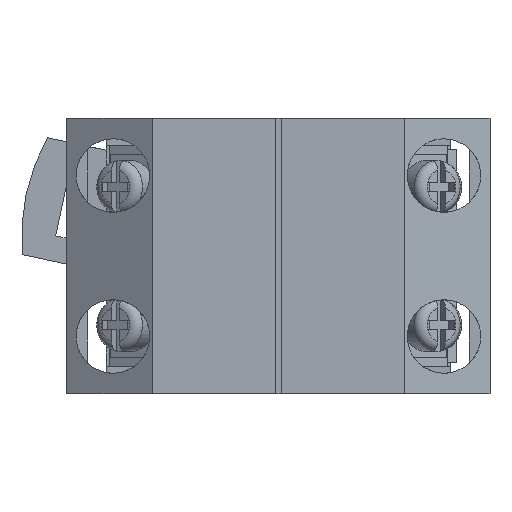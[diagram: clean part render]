
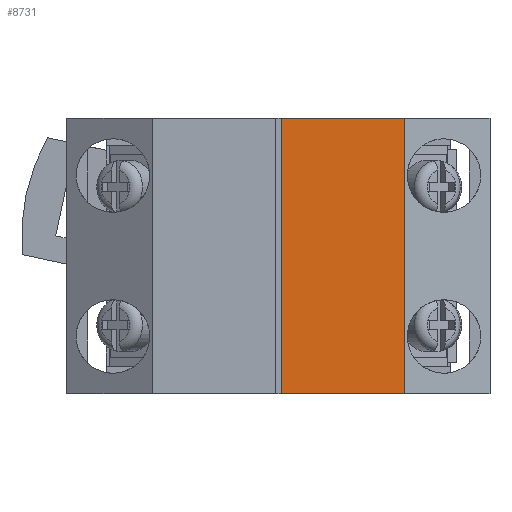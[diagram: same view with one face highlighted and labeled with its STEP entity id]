
A CAD part, front view. The second image highlights one B-rep face of the part: STEP entity #8731.
In plain terms, the highlighted planar face has unit normal (0, -1, 0).
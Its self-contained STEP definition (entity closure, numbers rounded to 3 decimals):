
#83 = VERTEX_POINT ( 'NONE', #10826 ) ;
#681 = LINE ( 'NONE', #3158, #2774 ) ;
#870 = VECTOR ( 'NONE', #5534, 1000. ) ;
#1496 = FACE_OUTER_BOUND ( 'NONE', #4326, .T. ) ;
#1539 = EDGE_CURVE ( 'NONE', #9589, #83, #681, .T. ) ;
#1615 = VECTOR ( 'NONE', #9650, 1000. ) ;
#2394 = LINE ( 'NONE', #13693, #10413 ) ;
#2774 = VECTOR ( 'NONE', #4410, 1000. ) ;
#2986 = AXIS2_PLACEMENT_3D ( 'NONE', #5226, #9218, #10298 ) ;
#3158 = CARTESIAN_POINT ( 'NONE',  ( 0., -26.25, -15. ) ) ;
#3311 = ORIENTED_EDGE ( 'NONE', *, *, #1539, .F. ) ;
#3323 = LINE ( 'NONE', #5982, #1615 ) ;
#3394 = DIRECTION ( 'NONE',  ( 0., 0., -1. ) ) ;
#4326 = EDGE_LOOP ( 'NONE', ( #3311, #12817, #12176, #11745 ) ) ;
#4410 = DIRECTION ( 'NONE',  ( -1., 0., 0. ) ) ;
#5226 = CARTESIAN_POINT ( 'NONE',  ( 0., -26.25, 15. ) ) ;
#5534 = DIRECTION ( 'NONE',  ( -1., 0., 0. ) ) ;
#5982 = CARTESIAN_POINT ( 'NONE',  ( 13.75, -26.25, 15. ) ) ;
#6928 = CARTESIAN_POINT ( 'NONE',  ( 13.75, -26.25, -15. ) ) ;
#7947 = CARTESIAN_POINT ( 'NONE',  ( 0., -26.25, 15. ) ) ;
#8022 = EDGE_CURVE ( 'NONE', #16352, #16107, #13020, .T. ) ;
#8731 = ADVANCED_FACE ( 'NONE', ( #1496 ), #10548, .T. ) ;
#8964 = EDGE_CURVE ( 'NONE', #16107, #83, #2394, .T. ) ;
#9218 = DIRECTION ( 'NONE',  ( 0., -1., 0. ) ) ;
#9589 = VERTEX_POINT ( 'NONE', #6928 ) ;
#9650 = DIRECTION ( 'NONE',  ( 0., 0., -1. ) ) ;
#10298 = DIRECTION ( 'NONE',  ( 0., 0., -1. ) ) ;
#10413 = VECTOR ( 'NONE', #3394, 1000. ) ;
#10548 = PLANE ( 'NONE',  #2986 ) ;
#10826 = CARTESIAN_POINT ( 'NONE',  ( 0.3, -26.25, -15. ) ) ;
#11745 = ORIENTED_EDGE ( 'NONE', *, *, #8964, .T. ) ;
#12176 = ORIENTED_EDGE ( 'NONE', *, *, #8022, .T. ) ;
#12817 = ORIENTED_EDGE ( 'NONE', *, *, #15815, .F. ) ;
#12911 = CARTESIAN_POINT ( 'NONE',  ( 13.75, -26.25, 15. ) ) ;
#13020 = LINE ( 'NONE', #7947, #870 ) ;
#13265 = CARTESIAN_POINT ( 'NONE',  ( 0.3, -26.25, 15. ) ) ;
#13693 = CARTESIAN_POINT ( 'NONE',  ( 0.3, -26.25, 15. ) ) ;
#15815 = EDGE_CURVE ( 'NONE', #16352, #9589, #3323, .T. ) ;
#16107 = VERTEX_POINT ( 'NONE', #13265 ) ;
#16352 = VERTEX_POINT ( 'NONE', #12911 ) ;
